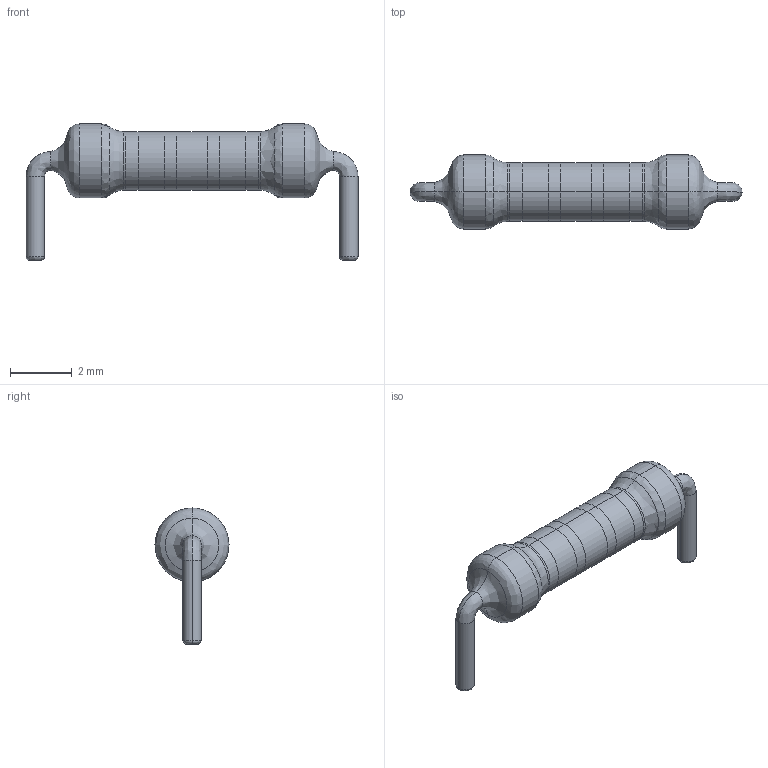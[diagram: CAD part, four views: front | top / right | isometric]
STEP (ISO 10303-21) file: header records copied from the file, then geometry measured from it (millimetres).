
FILE_DESCRIPTION (( 'STEP AP214' ), '1' );
FILE_NAME ('100EF4B7-6C6A-4C95-BFD8-1567DFBA32B6.STEP', '2023-01-07T01:44:33', ( '' ), ( '' ), 'SwSTEP 2.0', 'SolidWorks 2022', '' );
FILE_SCHEMA (( 'AUTOMOTIVE_DESIGN' ));
Length unit declared in the file: millimetre
Products named in the file (1): 100EF4B7-6C6A-4C95-BFD8-1567DFBA32B6
Bounding box: 10.76 x 2.4 x 4.41 mm (x, y, z)
Volume: 30.1 mm3; surface area: 74.4 mm2
Topology: 1 solids, 1 shells, 60 faces, 110 edges, 52 vertices
Faces by surface type: cylinder 26, bspline 24, plane 10
Entity records: 2448 total; most frequent: CARTESIAN_POINT 667, DIRECTION 244, ORIENTED_EDGE 220, EDGE_CURVE 110, AXIS2_PLACEMENT_3D 109, CIRCLE 72, UNCERTAINTY_MEASURE_WITH_UNIT 63, MECHANICAL_DESIGN_GEOMETRIC_PRESENTATION_REPRESENTATION 62
